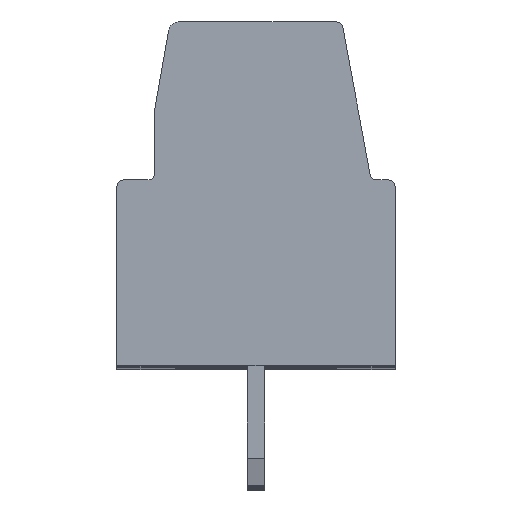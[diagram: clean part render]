
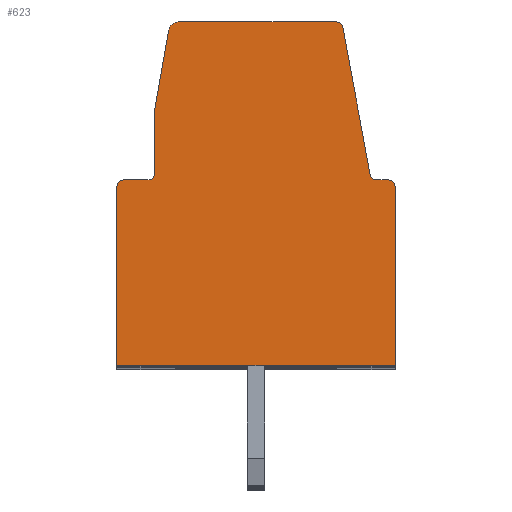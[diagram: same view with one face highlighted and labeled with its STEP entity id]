
A CAD part, top view. The second image highlights one B-rep face of the part: STEP entity #623.
In plain terms, the highlighted planar face has unit normal (0, 0, 1).
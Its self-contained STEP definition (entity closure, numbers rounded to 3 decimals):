
#623 = ADVANCED_FACE( '', ( #1196 ), #1197, .F. );
#1196 = FACE_OUTER_BOUND( '', #1746, .T. );
#1197 = PLANE( '', #1747 );
#1746 = EDGE_LOOP( '', ( #3298, #3299, #3300, #3301, #3302, #3303, #3304, #3305, #3306, #3307, #3308, #3309, #3310, #3311, #3312 ) );
#1747 = AXIS2_PLACEMENT_3D( '', #3313, #3314, #3315 );
#3298 = ORIENTED_EDGE( '', *, *, #4033, .T. );
#3299 = ORIENTED_EDGE( '', *, *, #4076, .T. );
#3300 = ORIENTED_EDGE( '', *, *, #3586, .F. );
#3301 = ORIENTED_EDGE( '', *, *, #4067, .T. );
#3302 = ORIENTED_EDGE( '', *, *, #3997, .T. );
#3303 = ORIENTED_EDGE( '', *, *, #3821, .T. );
#3304 = ORIENTED_EDGE( '', *, *, #4136, .T. );
#3305 = ORIENTED_EDGE( '', *, *, #4137, .T. );
#3306 = ORIENTED_EDGE( '', *, *, #3681, .F. );
#3307 = ORIENTED_EDGE( '', *, *, #4138, .T. );
#3308 = ORIENTED_EDGE( '', *, *, #3975, .F. );
#3309 = ORIENTED_EDGE( '', *, *, #3826, .T. );
#3310 = ORIENTED_EDGE( '', *, *, #3809, .T. );
#3311 = ORIENTED_EDGE( '', *, *, #4139, .T. );
#3312 = ORIENTED_EDGE( '', *, *, #3937, .F. );
#3313 = CARTESIAN_POINT( '', ( 0.81, -4.4, 0. ) );
#3314 = DIRECTION( '', ( 0., 0., -1. ) );
#3315 = DIRECTION( '', ( 0., 1., 0. ) );
#3586 = EDGE_CURVE( '', #4318, #4320, #4321, .T. );
#3681 = EDGE_CURVE( '', #4492, #4494, #4495, .T. );
#3809 = EDGE_CURVE( '', #4696, #4700, #4702, .T. );
#3821 = EDGE_CURVE( '', #4719, #4720, #4721, .T. );
#3826 = EDGE_CURVE( '', #4728, #4696, #4729, .T. );
#3937 = EDGE_CURVE( '', #4888, #4890, #4891, .T. );
#3975 = EDGE_CURVE( '', #4728, #4939, #4940, .T. );
#3997 = EDGE_CURVE( '', #4967, #4719, #4968, .T. );
#4033 = EDGE_CURVE( '', #4888, #5009, #5011, .T. );
#4067 = EDGE_CURVE( '', #4318, #4967, #5054, .T. );
#4076 = EDGE_CURVE( '', #5009, #4320, #5063, .T. );
#4136 = EDGE_CURVE( '', #4720, #5125, #5126, .T. );
#4137 = EDGE_CURVE( '', #5125, #4494, #5127, .T. );
#4138 = EDGE_CURVE( '', #4492, #4939, #5128, .T. );
#4139 = EDGE_CURVE( '', #4700, #4890, #5129, .T. );
#4318 = VERTEX_POINT( '', #5372 );
#4320 = VERTEX_POINT( '', #5375 );
#4321 = CIRCLE( '', #5376, 0.2 );
#4492 = VERTEX_POINT( '', #5619 );
#4494 = VERTEX_POINT( '', #5622 );
#4495 = CIRCLE( '', #5623, 0.2 );
#4696 = VERTEX_POINT( '', #5918 );
#4700 = VERTEX_POINT( '', #5923 );
#4702 = CIRCLE( '', #5926, 0.2 );
#4719 = VERTEX_POINT( '', #5950 );
#4720 = VERTEX_POINT( '', #5951 );
#4721 = LINE( '', #5952, #5953 );
#4728 = VERTEX_POINT( '', #5963 );
#4729 = LINE( '', #5964, #5965 );
#4888 = VERTEX_POINT( '', #6202 );
#4890 = VERTEX_POINT( '', #6205 );
#4891 = CIRCLE( '', #6206, 0.3 );
#4939 = VERTEX_POINT( '', #6278 );
#4940 = CIRCLE( '', #6279, 0.2 );
#4967 = VERTEX_POINT( '', #6317 );
#4968 = CIRCLE( '', #6318, 0.2 );
#5009 = VERTEX_POINT( '', #6380 );
#5011 = LINE( '', #6383, #6384 );
#5054 = LINE( '', #6446, #6447 );
#5063 = LINE( '', #6459, #6460 );
#5125 = VERTEX_POINT( '', #6542 );
#5126 = LINE( '', #6543, #6544 );
#5127 = LINE( '', #6545, #6546 );
#5128 = LINE( '', #6547, #6548 );
#5129 = LINE( '', #6549, #6550 );
#5372 = CARTESIAN_POINT( '', ( -7.2, 5.4, 0. ) );
#5375 = CARTESIAN_POINT( '', ( -7., 5.6, 0. ) );
#5376 = AXIS2_PLACEMENT_3D( '', #6658, #6659, #6660 );
#5619 = CARTESIAN_POINT( '', ( -0.2, 5.4, 0. ) );
#5622 = CARTESIAN_POINT( '', ( 0., 5.2, 0. ) );
#5623 = AXIS2_PLACEMENT_3D( '', #6779, #6780, #6781 );
#5918 = CARTESIAN_POINT( '', ( -1.52, 9.836, 0. ) );
#5923 = CARTESIAN_POINT( '', ( -1.716, 10., 0. ) );
#5926 = AXIS2_PLACEMENT_3D( '', #6896, #6897, #6898 );
#5950 = CARTESIAN_POINT( '', ( -8.1, 5.2, 0. ) );
#5951 = CARTESIAN_POINT( '', ( -8.1, 0., 0. ) );
#5952 = CARTESIAN_POINT( '', ( -8.1, -18.438, 0. ) );
#5953 = VECTOR( '', #6909, 1000. );
#5963 = CARTESIAN_POINT( '', ( -0.728, 5.564, 0. ) );
#5964 = CARTESIAN_POINT( '', ( 3.721, -18.438, 0. ) );
#5965 = VECTOR( '', #6913, 1000. );
#6202 = CARTESIAN_POINT( '', ( -6.594, 9.752, 0. ) );
#6205 = CARTESIAN_POINT( '', ( -6.298, 10., 0. ) );
#6206 = AXIS2_PLACEMENT_3D( '', #7020, #7021, #7022 );
#6278 = CARTESIAN_POINT( '', ( -0.531, 5.4, 0. ) );
#6279 = AXIS2_PLACEMENT_3D( '', #7047, #7048, #7049 );
#6317 = CARTESIAN_POINT( '', ( -7.9, 5.4, 0. ) );
#6318 = AXIS2_PLACEMENT_3D( '', #7073, #7074, #7075 );
#6380 = CARTESIAN_POINT( '', ( -7., 7.448, 0. ) );
#6383 = CARTESIAN_POINT( '', ( -11.564, -18.438, 0. ) );
#6384 = VECTOR( '', #7101, 1000. );
#6446 = CARTESIAN_POINT( '', ( -16.414, 5.4, 0. ) );
#6447 = VECTOR( '', #7124, 1000. );
#6459 = CARTESIAN_POINT( '', ( -7., -18.438, 0. ) );
#6460 = VECTOR( '', #7131, 1000. );
#6542 = CARTESIAN_POINT( '', ( 0., 0., 0. ) );
#6543 = CARTESIAN_POINT( '', ( -16.414, 0., 0. ) );
#6544 = VECTOR( '', #7173, 1000. );
#6545 = CARTESIAN_POINT( '', ( 0., -18.438, 0. ) );
#6546 = VECTOR( '', #7174, 1000. );
#6547 = CARTESIAN_POINT( '', ( -16.414, 5.4, 0. ) );
#6548 = VECTOR( '', #7175, 1000. );
#6549 = CARTESIAN_POINT( '', ( -16.414, 10., 0. ) );
#6550 = VECTOR( '', #7176, 1000. );
#6658 = CARTESIAN_POINT( '', ( -7.2, 5.6, 0. ) );
#6659 = DIRECTION( '', ( 0., 0., 1. ) );
#6660 = DIRECTION( '', ( 1., 0., 0. ) );
#6779 = CARTESIAN_POINT( '', ( -0.2, 5.2, 0. ) );
#6780 = DIRECTION( '', ( 0., 0., -1. ) );
#6781 = DIRECTION( '', ( -1., 0., 0. ) );
#6896 = CARTESIAN_POINT( '', ( -1.716, 9.8, 0. ) );
#6897 = DIRECTION( '', ( 0., 0., 1. ) );
#6898 = DIRECTION( '', ( 1., 0., 0. ) );
#6909 = DIRECTION( '', ( 0., -1., 0. ) );
#6913 = DIRECTION( '', ( -0.182, 0.983, 0. ) );
#7020 = CARTESIAN_POINT( '', ( -6.298, 9.7, 0. ) );
#7021 = DIRECTION( '', ( 0., 0., -1. ) );
#7022 = DIRECTION( '', ( -1., 0., 0. ) );
#7047 = CARTESIAN_POINT( '', ( -0.531, 5.6, 0. ) );
#7048 = DIRECTION( '', ( 0., 0., 1. ) );
#7049 = DIRECTION( '', ( 1., 0., 0. ) );
#7073 = CARTESIAN_POINT( '', ( -7.9, 5.2, 0. ) );
#7074 = DIRECTION( '', ( 0., 0., 1. ) );
#7075 = DIRECTION( '', ( 1., 0., 0. ) );
#7101 = DIRECTION( '', ( -0.174, -0.985, 0. ) );
#7124 = DIRECTION( '', ( -1., 0., 0. ) );
#7131 = DIRECTION( '', ( 0., -1., 0. ) );
#7173 = DIRECTION( '', ( 1., 0., 0. ) );
#7174 = DIRECTION( '', ( 0., 1., 0. ) );
#7175 = DIRECTION( '', ( -1., 0., 0. ) );
#7176 = DIRECTION( '', ( -1., 0., 0. ) );
